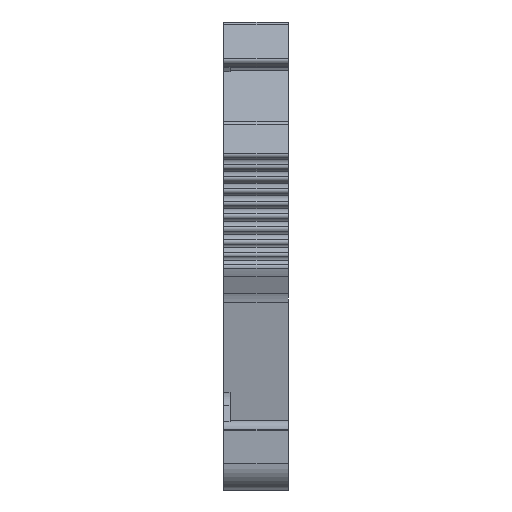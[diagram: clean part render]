
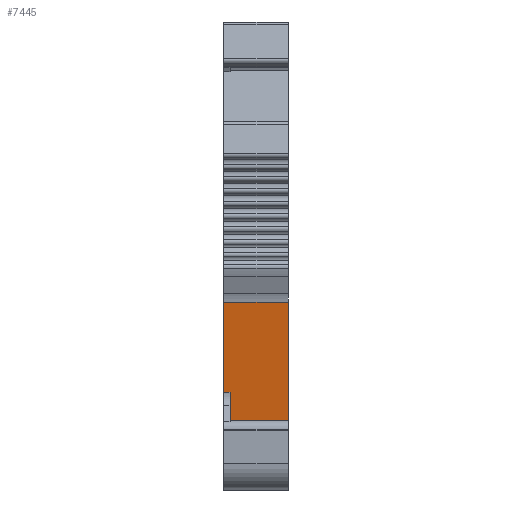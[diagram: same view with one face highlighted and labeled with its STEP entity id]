
A CAD part, left-side view. The second image highlights one B-rep face of the part: STEP entity #7445.
In plain terms, the highlighted planar face has unit normal (-0.986, 0, -0.168).
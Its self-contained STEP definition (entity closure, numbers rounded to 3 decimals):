
#152=PLANE('',#8002);
#423=LINE('',#11146,#1168);
#613=LINE('',#11636,#1358);
#614=LINE('',#11638,#1359);
#615=LINE('',#11640,#1360);
#616=LINE('',#11642,#1361);
#617=LINE('',#11644,#1362);
#1168=VECTOR('',#8853,1000.);
#1358=VECTOR('',#9245,1000.);
#1359=VECTOR('',#9246,1000.);
#1360=VECTOR('',#9247,1000.);
#1361=VECTOR('',#9248,1000.);
#1362=VECTOR('',#9249,1000.);
#2319=ORIENTED_EDGE('',*,*,#4592,.F.);
#2320=ORIENTED_EDGE('',*,*,#4344,.F.);
#2321=ORIENTED_EDGE('',*,*,#4593,.F.);
#2322=ORIENTED_EDGE('',*,*,#4594,.T.);
#2323=ORIENTED_EDGE('',*,*,#4595,.T.);
#2324=ORIENTED_EDGE('',*,*,#4596,.T.);
#4344=EDGE_CURVE('',#5503,#5504,#423,.T.);
#4592=EDGE_CURVE('',#5504,#5703,#613,.T.);
#4593=EDGE_CURVE('',#5704,#5503,#614,.T.);
#4594=EDGE_CURVE('',#5704,#5705,#615,.T.);
#4595=EDGE_CURVE('',#5705,#5706,#616,.T.);
#4596=EDGE_CURVE('',#5706,#5703,#617,.T.);
#5503=VERTEX_POINT('',#11145);
#5504=VERTEX_POINT('',#11147);
#5703=VERTEX_POINT('',#11637);
#5704=VERTEX_POINT('',#11639);
#5705=VERTEX_POINT('',#11641);
#5706=VERTEX_POINT('',#11643);
#6503=EDGE_LOOP('',(#2319,#2320,#2321,#2322,#2323,#2324));
#6895=FACE_BOUND('',#6503,.T.);
#7445=ADVANCED_FACE('',(#6895),#152,.F.);
#8002=AXIS2_PLACEMENT_3D('',#11635,#9243,#9244);
#8853=DIRECTION('',(-0.168,0.,0.986));
#9243=DIRECTION('',(0.986,0.,0.168));
#9244=DIRECTION('',(0.168,0.,-0.986));
#9245=DIRECTION('',(0.,-1.,0.));
#9246=DIRECTION('',(0.,1.,0.));
#9247=DIRECTION('',(0.168,0.,-0.986));
#9248=DIRECTION('',(0.,-1.,0.));
#9249=DIRECTION('',(-0.168,0.,0.986));
#11145=CARTESIAN_POINT('',(-33.054,2.85,-10.189));
#11146=CARTESIAN_POINT('',(-33.809,2.85,-5.76));
#11147=CARTESIAN_POINT('',(-34.235,2.85,-3.257));
#11635=CARTESIAN_POINT('',(-34.235,18.002,-3.257));
#11636=CARTESIAN_POINT('',(-34.235,18.002,-3.257));
#11637=CARTESIAN_POINT('',(-34.235,-2.15,-3.257));
#11638=CARTESIAN_POINT('',(-33.054,2.35,-10.189));
#11639=CARTESIAN_POINT('',(-33.054,2.35,-10.189));
#11640=CARTESIAN_POINT('',(-32.244,2.35,-14.944));
#11641=CARTESIAN_POINT('',(-32.244,2.35,-14.944));
#11642=CARTESIAN_POINT('',(-32.244,18.002,-14.944));
#11643=CARTESIAN_POINT('',(-32.244,-2.15,-14.944));
#11644=CARTESIAN_POINT('',(-34.235,-2.15,-3.257));
